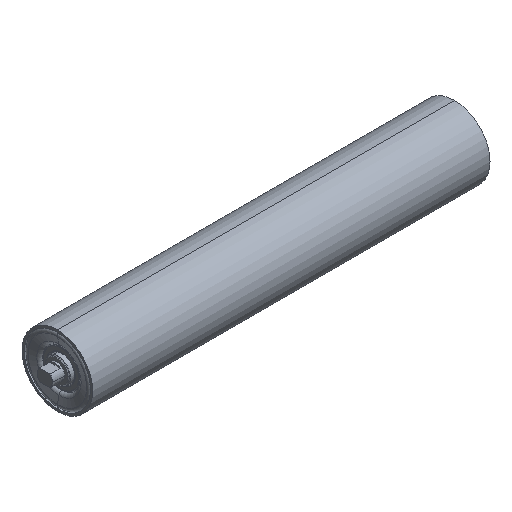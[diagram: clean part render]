
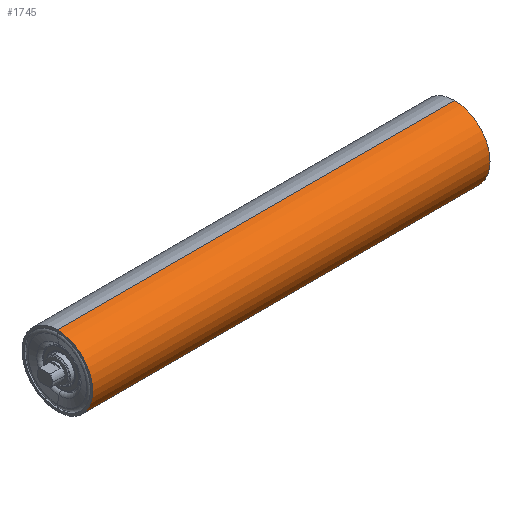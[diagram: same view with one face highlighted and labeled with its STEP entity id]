
A CAD part, isometric view. The second image highlights one B-rep face of the part: STEP entity #1745.
In plain terms, the highlighted cylindrical face has radius 44.5 mm (diameter 89 mm), a partial arc.
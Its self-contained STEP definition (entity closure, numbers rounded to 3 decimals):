
#318 = VECTOR ( 'NONE', #8485, 1000. ) ;
#427 = LINE ( 'NONE', #4670, #318 ) ;
#826 = ORIENTED_EDGE ( 'NONE', *, *, #26885, .F. ) ;
#1745 = ADVANCED_FACE ( 'NONE', ( #15166 ), #13517, .T. ) ;
#1881 = EDGE_CURVE ( 'NONE', #13631, #18967, #8732, .T. ) ;
#2172 = CARTESIAN_POINT ( 'NONE',  ( 500., 0., 0. ) ) ;
#2352 = CARTESIAN_POINT ( 'NONE',  ( 0., 0., 0. ) ) ;
#2819 = ORIENTED_EDGE ( 'NONE', *, *, #1881, .T. ) ;
#3294 = CARTESIAN_POINT ( 'NONE',  ( 500., 0., -44.5 ) ) ;
#4017 = AXIS2_PLACEMENT_3D ( 'NONE', #2172, #20593, #6129 ) ;
#4670 = CARTESIAN_POINT ( 'NONE',  ( 500., 0., 44.5 ) ) ;
#5523 = DIRECTION ( 'NONE',  ( 0., 0., 1. ) ) ;
#6129 = DIRECTION ( 'NONE',  ( 0., 0., -1. ) ) ;
#6573 = DIRECTION ( 'NONE',  ( 0., 0., -1. ) ) ;
#6693 = CARTESIAN_POINT ( 'NONE',  ( 0., 0., -44.5 ) ) ;
#6811 = CARTESIAN_POINT ( 'NONE',  ( 500., 0., 44.5 ) ) ;
#8485 = DIRECTION ( 'NONE',  ( -1., 0., 0. ) ) ;
#8732 = CIRCLE ( 'NONE', #22642, 44.5 ) ;
#9880 = CARTESIAN_POINT ( 'NONE',  ( 500., 0., 0. ) ) ;
#10225 = ORIENTED_EDGE ( 'NONE', *, *, #16604, .F. ) ;
#10683 = DIRECTION ( 'NONE',  ( 1., 0., 0. ) ) ;
#10884 = AXIS2_PLACEMENT_3D ( 'NONE', #9880, #11762, #5523 ) ;
#11762 = DIRECTION ( 'NONE',  ( -1., 0., 0. ) ) ;
#11799 = VERTEX_POINT ( 'NONE', #6811 ) ;
#13069 = CARTESIAN_POINT ( 'NONE',  ( 500., 0., -44.5 ) ) ;
#13517 = CYLINDRICAL_SURFACE ( 'NONE', #10884, 44.5 ) ;
#13631 = VERTEX_POINT ( 'NONE', #14548 ) ;
#14548 = CARTESIAN_POINT ( 'NONE',  ( 0., 0., 44.5 ) ) ;
#14576 = LINE ( 'NONE', #13069, #19811 ) ;
#15166 = FACE_OUTER_BOUND ( 'NONE', #21731, .T. ) ;
#16604 = EDGE_CURVE ( 'NONE', #19082, #18967, #14576, .T. ) ;
#17051 = DIRECTION ( 'NONE',  ( -1., 0., 0. ) ) ;
#17421 = EDGE_CURVE ( 'NONE', #11799, #13631, #427, .T. ) ;
#18967 = VERTEX_POINT ( 'NONE', #6693 ) ;
#19082 = VERTEX_POINT ( 'NONE', #3294 ) ;
#19811 = VECTOR ( 'NONE', #17051, 1000. ) ;
#20593 = DIRECTION ( 'NONE',  ( 1., 0., 0. ) ) ;
#21731 = EDGE_LOOP ( 'NONE', ( #10225, #826, #26837, #2819 ) ) ;
#22642 = AXIS2_PLACEMENT_3D ( 'NONE', #2352, #10683, #6573 ) ;
#25299 = CIRCLE ( 'NONE', #4017, 44.5 ) ;
#26837 = ORIENTED_EDGE ( 'NONE', *, *, #17421, .T. ) ;
#26885 = EDGE_CURVE ( 'NONE', #11799, #19082, #25299, .T. ) ;
